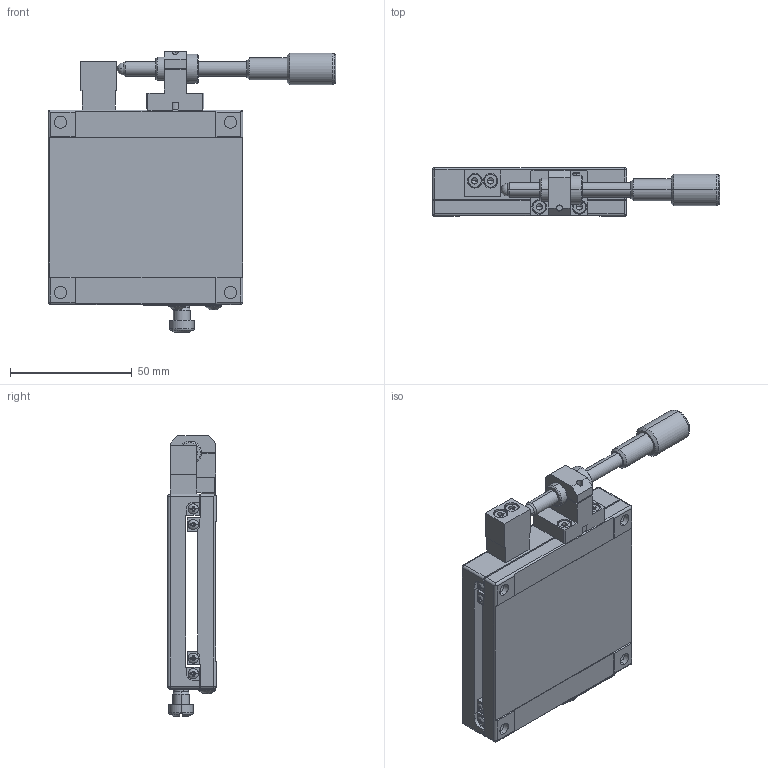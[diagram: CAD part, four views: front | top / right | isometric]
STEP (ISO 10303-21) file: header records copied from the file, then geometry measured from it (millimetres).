
FILE_DESCRIPTION (( 'STEP AP203' ), '1' );
FILE_NAME ('MX80-SS-28(«¬¿ý).STEP', '2013-05-22T07:41:17', ( '123' ), ( '' ), 'SwSTEP 2.0', 'SolidWorks 2013', '' );
FILE_SCHEMA (( 'CONFIG_CONTROL_DESIGN' ));
Length unit declared in the file: millimetre
Products named in the file (3): Group1^MX80-SS-28(型錄); Group2^MX80-SS-28(型錄); MX80-SS-28(型錄)
Assembly tree (2 placements, depth 2):
  MX80-SS-28(型錄)
    Group1^MX80-SS-28(型錄)
    Group2^MX80-SS-28(型錄)
Bounding box: 118.25 x 20 x 115.4 mm (x, y, z)
Volume: 117807.9 mm3; surface area: 43346.8 mm2
Topology: 3 solids, 3 shells, 1405 faces, 3717 edges, 2380 vertices
Faces by surface type: plane 739, cylinder 257, cone 194, bspline 171, sphere 28, torus 16
Entity records: 52343 total; most frequent: CARTESIAN_POINT 17814, ORIENTED_EDGE 7362, DIRECTION 6791, EDGE_CURVE 3681, VERTEX_POINT 2380, AXIS2_PLACEMENT_3D 2320, LINE 2151, VECTOR 2151
